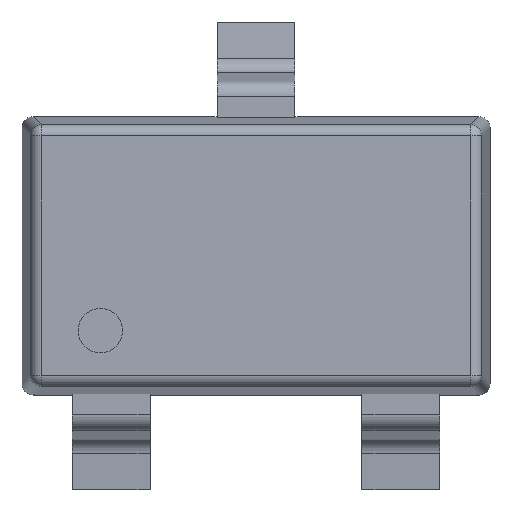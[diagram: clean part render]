
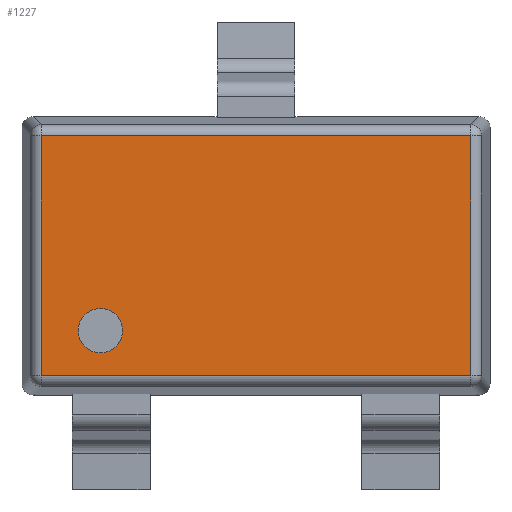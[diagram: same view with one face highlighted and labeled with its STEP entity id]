
A CAD part, top view. The second image highlights one B-rep face of the part: STEP entity #1227.
In plain terms, the highlighted planar face has unit normal (0, 0, 1).
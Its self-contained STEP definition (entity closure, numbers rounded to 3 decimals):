
#14=FACE_BOUND('',#203,.T.);
#32=PLANE('',#1343);
#130=FACE_OUTER_BOUND('',#202,.T.);
#202=EDGE_LOOP('',(#939,#940,#941,#942));
#203=EDGE_LOOP('',(#943));
#248=LINE('',#1820,#369);
#251=LINE('',#1831,#372);
#268=LINE('',#1894,#389);
#271=LINE('',#1898,#392);
#369=VECTOR('',#1452,10.);
#372=VECTOR('',#1465,10.);
#389=VECTOR('',#1538,10.);
#392=VECTOR('',#1543,10.);
#487=CIRCLE('',#1284,0.1);
#537=VERTEX_POINT('',#1786);
#541=VERTEX_POINT('',#1796);
#549=VERTEX_POINT('',#1816);
#550=VERTEX_POINT('',#1823);
#564=VERTEX_POINT('',#1866);
#643=EDGE_CURVE('',#537,#537,#487,.T.);
#658=EDGE_CURVE('',#541,#549,#248,.T.);
#664=EDGE_CURVE('',#550,#541,#251,.T.);
#696=EDGE_CURVE('',#549,#564,#268,.T.);
#699=EDGE_CURVE('',#564,#550,#271,.T.);
#939=ORIENTED_EDGE('',*,*,#658,.F.);
#940=ORIENTED_EDGE('',*,*,#664,.F.);
#941=ORIENTED_EDGE('',*,*,#699,.F.);
#942=ORIENTED_EDGE('',*,*,#696,.F.);
#943=ORIENTED_EDGE('',*,*,#643,.T.);
#1227=ADVANCED_FACE('',(#130,#14),#32,.F.);
#1284=AXIS2_PLACEMENT_3D('',#1787,#1413,#1414);
#1343=AXIS2_PLACEMENT_3D('',#1940,#1580,#1581);
#1413=DIRECTION('center_axis',(0.,0.,-1.));
#1414=DIRECTION('ref_axis',(-1.,0.,0.));
#1452=DIRECTION('',(1.,0.,0.));
#1465=DIRECTION('',(0.,1.,0.));
#1538=DIRECTION('',(0.,-1.,0.));
#1543=DIRECTION('',(-1.,0.,0.));
#1580=DIRECTION('center_axis',(0.,0.,-1.));
#1581=DIRECTION('ref_axis',(0.,1.,0.));
#1786=CARTESIAN_POINT('',(-0.598,-0.337,1.));
#1787=CARTESIAN_POINT('Origin',(-0.698,-0.337,1.));
#1796=CARTESIAN_POINT('',(-0.963,0.538,1.));
#1816=CARTESIAN_POINT('',(0.963,0.538,1.));
#1820=CARTESIAN_POINT('',(-0.5,0.538,1.));
#1823=CARTESIAN_POINT('',(-0.963,-0.538,1.));
#1831=CARTESIAN_POINT('',(-0.963,-0.313,1.));
#1866=CARTESIAN_POINT('',(0.963,-0.538,1.));
#1894=CARTESIAN_POINT('',(0.963,-0.313,1.));
#1898=CARTESIAN_POINT('',(-0.5,-0.538,1.));
#1940=CARTESIAN_POINT('Origin',(0.,0.,1.));
